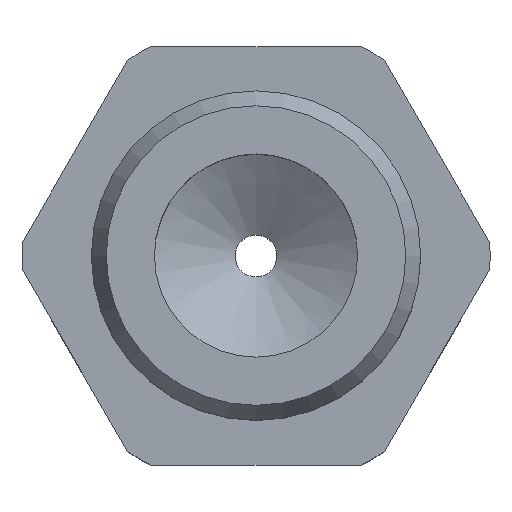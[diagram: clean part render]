
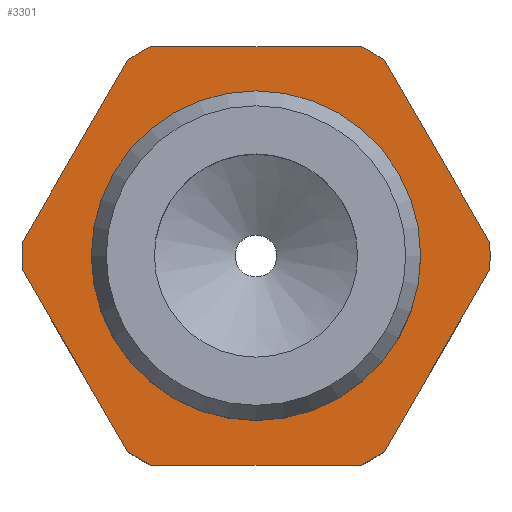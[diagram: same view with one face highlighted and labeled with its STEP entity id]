
A CAD part, top view. The second image highlights one B-rep face of the part: STEP entity #3301.
In plain terms, the highlighted planar face has unit normal (0, 0, 1).
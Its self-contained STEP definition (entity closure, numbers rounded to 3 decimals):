
#43=CIRCLE('',#3429,11.75);
#44=CIRCLE('',#3430,11.75);
#45=CIRCLE('',#3431,11.75);
#46=CIRCLE('',#3432,11.75);
#47=CIRCLE('',#3433,11.75);
#48=CIRCLE('',#3434,11.75);
#49=CIRCLE('',#3435,8.269);
#73=FACE_BOUND('',#511,.T.);
#158=PLANE('',#3428);
#321=FACE_OUTER_BOUND('',#510,.T.);
#510=EDGE_LOOP('',(#2980,#2981,#2982,#2983,#2984,#2985,#2986,#2987,#2988,
#2989,#2990,#2991));
#511=EDGE_LOOP('',(#2992));
#809=LINE('',#6232,#1114);
#812=LINE('',#6238,#1117);
#815=LINE('',#6244,#1120);
#818=LINE('',#6250,#1123);
#821=LINE('',#6256,#1126);
#824=LINE('',#6262,#1129);
#1114=VECTOR('',#3927,10.);
#1117=VECTOR('',#3932,10.);
#1120=VECTOR('',#3937,10.);
#1123=VECTOR('',#3942,10.);
#1126=VECTOR('',#3947,10.);
#1129=VECTOR('',#3952,10.);
#1588=VERTEX_POINT('',#6230);
#1589=VERTEX_POINT('',#6231);
#1590=VERTEX_POINT('',#6236);
#1591=VERTEX_POINT('',#6237);
#1592=VERTEX_POINT('',#6242);
#1593=VERTEX_POINT('',#6243);
#1594=VERTEX_POINT('',#6248);
#1595=VERTEX_POINT('',#6249);
#1596=VERTEX_POINT('',#6254);
#1597=VERTEX_POINT('',#6255);
#1598=VERTEX_POINT('',#6260);
#1599=VERTEX_POINT('',#6261);
#1600=VERTEX_POINT('',#6272);
#2053=EDGE_CURVE('',#1588,#1589,#809,.T.);
#2056=EDGE_CURVE('',#1590,#1591,#812,.T.);
#2059=EDGE_CURVE('',#1592,#1593,#815,.T.);
#2062=EDGE_CURVE('',#1594,#1595,#818,.T.);
#2065=EDGE_CURVE('',#1596,#1597,#821,.T.);
#2068=EDGE_CURVE('',#1598,#1599,#824,.T.);
#2071=EDGE_CURVE('',#1589,#1596,#43,.T.);
#2072=EDGE_CURVE('',#1597,#1594,#44,.T.);
#2073=EDGE_CURVE('',#1595,#1592,#45,.T.);
#2074=EDGE_CURVE('',#1593,#1598,#46,.T.);
#2075=EDGE_CURVE('',#1599,#1590,#47,.T.);
#2076=EDGE_CURVE('',#1591,#1588,#48,.T.);
#2077=EDGE_CURVE('',#1600,#1600,#49,.T.);
#2980=ORIENTED_EDGE('',*,*,#2053,.T.);
#2981=ORIENTED_EDGE('',*,*,#2071,.T.);
#2982=ORIENTED_EDGE('',*,*,#2065,.T.);
#2983=ORIENTED_EDGE('',*,*,#2072,.T.);
#2984=ORIENTED_EDGE('',*,*,#2062,.T.);
#2985=ORIENTED_EDGE('',*,*,#2073,.T.);
#2986=ORIENTED_EDGE('',*,*,#2059,.T.);
#2987=ORIENTED_EDGE('',*,*,#2074,.T.);
#2988=ORIENTED_EDGE('',*,*,#2068,.T.);
#2989=ORIENTED_EDGE('',*,*,#2075,.T.);
#2990=ORIENTED_EDGE('',*,*,#2056,.T.);
#2991=ORIENTED_EDGE('',*,*,#2076,.T.);
#2992=ORIENTED_EDGE('',*,*,#2077,.F.);
#3301=ADVANCED_FACE('',(#321,#73),#158,.T.);
#3428=AXIS2_PLACEMENT_3D('',#6265,#3955,#3956);
#3429=AXIS2_PLACEMENT_3D('',#6266,#3957,#3958);
#3430=AXIS2_PLACEMENT_3D('',#6267,#3959,#3960);
#3431=AXIS2_PLACEMENT_3D('',#6268,#3961,#3962);
#3432=AXIS2_PLACEMENT_3D('',#6269,#3963,#3964);
#3433=AXIS2_PLACEMENT_3D('',#6270,#3965,#3966);
#3434=AXIS2_PLACEMENT_3D('',#6271,#3967,#3968);
#3435=AXIS2_PLACEMENT_3D('',#6273,#3969,#3970);
#3927=DIRECTION('',(0.5,0.866,0.));
#3932=DIRECTION('',(1.,0.,0.));
#3937=DIRECTION('',(-0.5,-0.866,0.));
#3942=DIRECTION('',(-1.,0.,0.));
#3947=DIRECTION('',(-0.5,0.866,0.));
#3952=DIRECTION('',(0.5,-0.866,0.));
#3955=DIRECTION('center_axis',(0.,0.,1.));
#3956=DIRECTION('ref_axis',(1.,0.,0.));
#3957=DIRECTION('center_axis',(0.,0.,1.));
#3958=DIRECTION('ref_axis',(1.,0.,0.));
#3959=DIRECTION('center_axis',(0.,0.,1.));
#3960=DIRECTION('ref_axis',(1.,0.,0.));
#3961=DIRECTION('center_axis',(0.,0.,1.));
#3962=DIRECTION('ref_axis',(1.,0.,0.));
#3963=DIRECTION('center_axis',(0.,0.,1.));
#3964=DIRECTION('ref_axis',(1.,0.,0.));
#3965=DIRECTION('center_axis',(0.,0.,1.));
#3966=DIRECTION('ref_axis',(1.,0.,0.));
#3967=DIRECTION('center_axis',(0.,0.,1.));
#3968=DIRECTION('ref_axis',(1.,0.,0.));
#3969=DIRECTION('center_axis',(0.,0.,1.));
#3970=DIRECTION('ref_axis',(1.,0.,0.));
#6230=CARTESIAN_POINT('',(6.456,-9.817,0.));
#6231=CARTESIAN_POINT('',(11.73,-0.683,0.));
#6232=CARTESIAN_POINT('',(8.622,-6.067,0.));
#6236=CARTESIAN_POINT('',(-5.274,-10.5,0.));
#6237=CARTESIAN_POINT('',(5.274,-10.5,0.));
#6238=CARTESIAN_POINT('',(2.637,-10.5,0.));
#6242=CARTESIAN_POINT('',(-6.456,9.817,0.));
#6243=CARTESIAN_POINT('',(-11.73,0.683,0.));
#6244=CARTESIAN_POINT('',(-12.202,-0.134,0.));
#6248=CARTESIAN_POINT('',(5.274,10.5,0.));
#6249=CARTESIAN_POINT('',(-5.274,10.5,0.));
#6250=CARTESIAN_POINT('',(-2.637,10.5,0.));
#6254=CARTESIAN_POINT('',(11.73,0.683,0.));
#6255=CARTESIAN_POINT('',(6.456,9.817,0.));
#6256=CARTESIAN_POINT('',(9.565,4.433,0.));
#6260=CARTESIAN_POINT('',(-11.73,-0.683,0.));
#6261=CARTESIAN_POINT('',(-6.456,-9.817,0.));
#6262=CARTESIAN_POINT('',(-5.985,-10.634,0.));
#6265=CARTESIAN_POINT('Origin',(0.,-8.269,0.));
#6266=CARTESIAN_POINT('Origin',(0.,0.,0.));
#6267=CARTESIAN_POINT('Origin',(0.,0.,0.));
#6268=CARTESIAN_POINT('Origin',(0.,0.,0.));
#6269=CARTESIAN_POINT('Origin',(0.,0.,0.));
#6270=CARTESIAN_POINT('Origin',(0.,0.,0.));
#6271=CARTESIAN_POINT('Origin',(0.,0.,0.));
#6272=CARTESIAN_POINT('',(0.,8.269,0.));
#6273=CARTESIAN_POINT('Origin',(0.,0.,0.));
